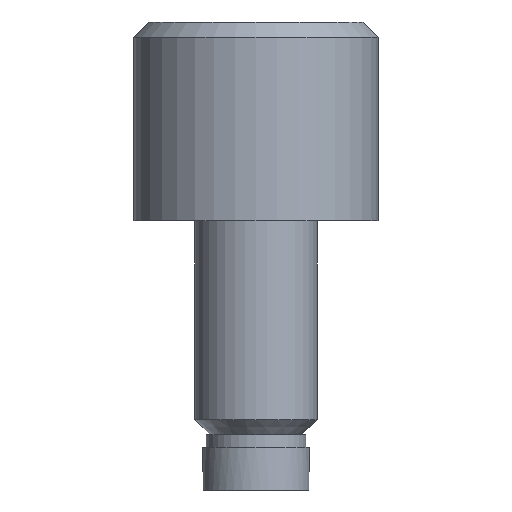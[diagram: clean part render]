
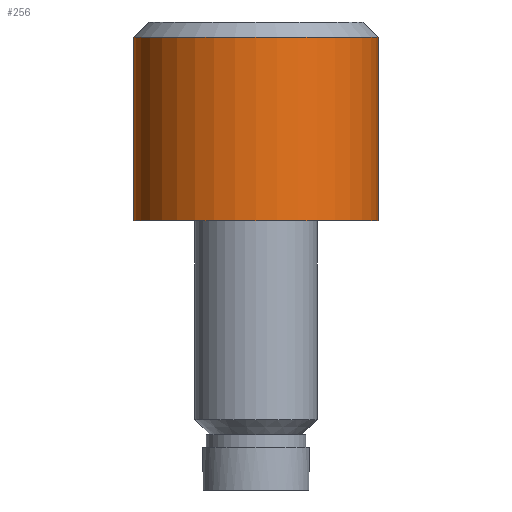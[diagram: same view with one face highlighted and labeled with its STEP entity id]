
A CAD part, left-side view. The second image highlights one B-rep face of the part: STEP entity #256.
In plain terms, the highlighted cylindrical face has radius 8 mm (diameter 16 mm), a partial arc.
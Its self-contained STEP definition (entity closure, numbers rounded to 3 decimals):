
#256=ADVANCED_FACE('',(#706),#707,.T.);
#318=VERTEX_POINT('',#780);
#320=EDGE_CURVE('',#318,#442,#782,.T.);
#424=EDGE_CURVE('',#670,#442,#892,.T.);
#442=VERTEX_POINT('',#910);
#576=EDGE_CURVE('',#614,#318,#1067,.T.);
#608=EDGE_CURVE('',#670,#614,#1106,.T.);
#614=VERTEX_POINT('',#1113);
#670=VERTEX_POINT('',#1174);
#706=FACE_OUTER_BOUND('',#1205,.T.);
#707=CYLINDRICAL_SURFACE('',#1206,8.);
#780=CARTESIAN_POINT('',(0.,-8.,0.));
#782=LINE('',#1299,#1300);
#892=CIRCLE('',#1479,8.);
#910=CARTESIAN_POINT('',(0.,-8.,12.));
#1067=CIRCLE('',#1720,8.);
#1106=LINE('',#1771,#1772);
#1113=CARTESIAN_POINT('',(0.,8.,0.));
#1174=CARTESIAN_POINT('',(0.,8.,12.));
#1205=EDGE_LOOP('',(#1900,#1901,#1902,#1903));
#1206=AXIS2_PLACEMENT_3D('',#1904,#1905,#1906);
#1299=CARTESIAN_POINT('',(0.,-8.,6.));
#1300=VECTOR('',#1998,1.0);
#1479=AXIS2_PLACEMENT_3D('',#2089,#2090,#2091);
#1720=AXIS2_PLACEMENT_3D('',#2312,#2313,#2314);
#1771=CARTESIAN_POINT('',(0.,8.,6.));
#1772=VECTOR('',#2372,1.0);
#1900=ORIENTED_EDGE('',*,*,#320,.T.);
#1901=ORIENTED_EDGE('',*,*,#424,.F.);
#1902=ORIENTED_EDGE('',*,*,#608,.T.);
#1903=ORIENTED_EDGE('',*,*,#576,.T.);
#1904=CARTESIAN_POINT('',(0.,0.0,6.));
#1905=DIRECTION('',(-0.0,-0.0,-1.0));
#1906=DIRECTION('',(0.,-1.0,0.0));
#1998=DIRECTION('',(0.0,0.0,1.0));
#2089=CARTESIAN_POINT('',(0.,0.0,12.));
#2090=DIRECTION('',(0.0,0.0,1.0));
#2091=DIRECTION('',(0.,-1.0,0.0));
#2312=CARTESIAN_POINT('',(0.,0.0,0.));
#2313=DIRECTION('',(0.0,0.0,1.0));
#2314=DIRECTION('',(0.,-1.0,0.0));
#2372=DIRECTION('',(-0.0,-0.0,-1.0));
